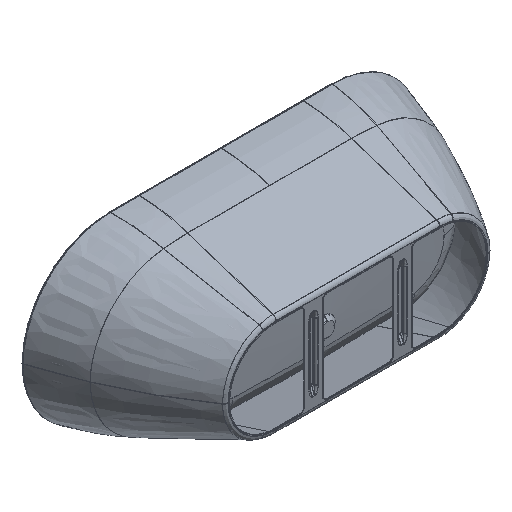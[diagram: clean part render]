
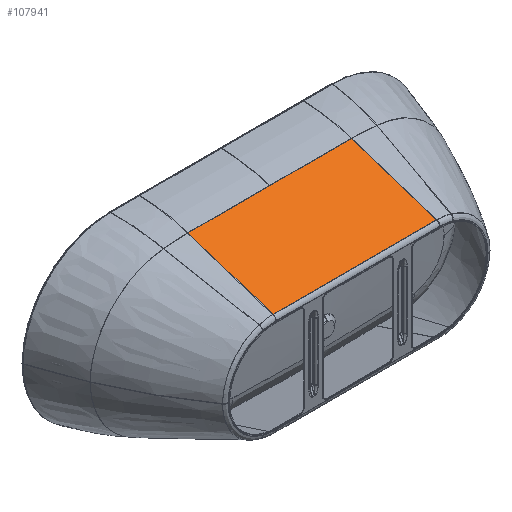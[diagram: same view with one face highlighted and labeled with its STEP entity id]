
A CAD part, isometric view. The second image highlights one B-rep face of the part: STEP entity #107941.
In plain terms, the highlighted planar face has unit normal (0, -0.312, 0.95).
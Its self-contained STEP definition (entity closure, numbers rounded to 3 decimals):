
#102521=DIRECTION('',(-1.,0.,0.));
#102522=VECTOR('',#102521,700.);
#102523=CARTESIAN_POINT('',(350.,-576.246,
219.522));
#102524=LINE('',#102523,#102522);
#102530=DIRECTION('',(0.,0.95,0.312));
#102531=VECTOR('',#102530,383.18);
#102532=CARTESIAN_POINT('',(-350.,-576.246,
219.522));
#102533=LINE('',#102532,#102531);
#102543=CARTESIAN_POINT('',(-350.,-576.246,
219.522));
#102562=DIRECTION('',(1.,0.,0.));
#102563=VECTOR('',#102562,350.);
#102564=CARTESIAN_POINT('',(-350.,-212.234,
339.194));
#102565=LINE('',#102564,#102563);
#102580=DIRECTION('',(1.,0.,0.));
#102581=VECTOR('',#102580,350.);
#102582=CARTESIAN_POINT('',(0.,-212.234,339.194));
#102583=LINE('',#102582,#102581);
#102788=DIRECTION('',(0.,-0.95,-0.312));
#102789=VECTOR('',#102788,383.18);
#102790=CARTESIAN_POINT('',(350.,-212.234,
339.194));
#102791=LINE('',#102790,#102789);
#105324=CARTESIAN_POINT('',(350.,-212.234,
339.194));
#105325=CARTESIAN_POINT('',(350.,-576.246,
219.522));
#105326=VERTEX_POINT('',#105324);
#105327=VERTEX_POINT('',#105325);
#105425=CARTESIAN_POINT('',(-350.,-212.234,339.194));
#105426=VERTEX_POINT('',#105425);
#105490=CARTESIAN_POINT('',(0.,-212.234,339.194));
#105491=VERTEX_POINT('',#105490);
#105628=VERTEX_POINT('',#102543);
#107926=CARTESIAN_POINT('',(-7.,-590.,215.));
#107927=DIRECTION('',(0.,0.312,-0.95));
#107928=DIRECTION('',(0.,0.95,0.312));
#107929=AXIS2_PLACEMENT_3D('',#107926,#107927,#107928);
#107930=PLANE('',#107929);
#107932=ORIENTED_EDGE('',*,*,#107931,.T.);
#107934=ORIENTED_EDGE('',*,*,#107933,.T.);
#107936=ORIENTED_EDGE('',*,*,#107935,.T.);
#107937=ORIENTED_EDGE('',*,*,#107868,.T.);
#107938=ORIENTED_EDGE('',*,*,#107916,.T.);
#107939=EDGE_LOOP('',(#107932,#107934,#107936,#107937,#107938));
#107940=FACE_OUTER_BOUND('',#107939,.F.);
#107868=EDGE_CURVE('',#105327,#105628,#102524,.T.);
#107916=EDGE_CURVE('',#105628,#105426,#102533,.T.);
#107931=EDGE_CURVE('',#105426,#105491,#102565,.T.);
#107933=EDGE_CURVE('',#105491,#105326,#102583,.T.);
#107935=EDGE_CURVE('',#105326,#105327,#102791,.T.);
#107941=ADVANCED_FACE('',(#107940),#107930,.F.);
